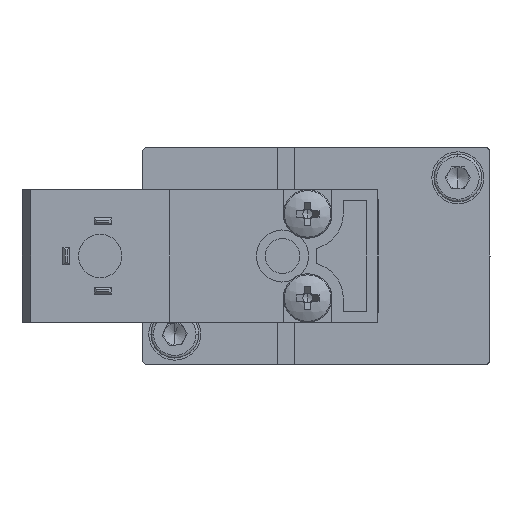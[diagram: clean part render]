
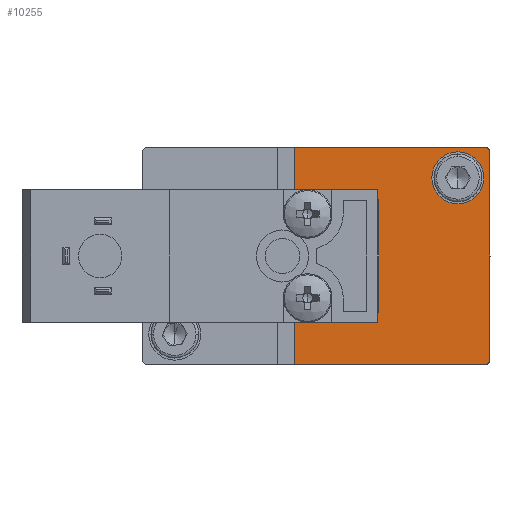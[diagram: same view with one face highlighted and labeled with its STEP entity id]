
A CAD part, left-side view. The second image highlights one B-rep face of the part: STEP entity #10255.
In plain terms, the highlighted planar face has unit normal (-1, 0, 0).
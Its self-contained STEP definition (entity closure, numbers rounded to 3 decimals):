
#265 = ORIENTED_EDGE ( 'NONE', *, *, #1188, .T. ) ;
#273 = ORIENTED_EDGE ( 'NONE', *, *, #12150, .T. ) ;
#630 = EDGE_CURVE ( 'NONE', #9262, #21378, #8458, .T. ) ;
#860 = EDGE_CURVE ( 'NONE', #9262, #15736, #6268, .T. ) ;
#902 = EDGE_CURVE ( 'NONE', #17446, #18912, #1614, .T. ) ;
#1030 = ORIENTED_EDGE ( 'NONE', *, *, #902, .T. ) ;
#1116 = EDGE_CURVE ( 'NONE', #1621, #21378, #15032, .T. ) ;
#1134 = ORIENTED_EDGE ( 'NONE', *, *, #1432, .T. ) ;
#1188 = EDGE_CURVE ( 'NONE', #1278, #1621, #14253, .T. ) ;
#1278 = VERTEX_POINT ( 'NONE', #20951 ) ;
#1358 = FACE_BOUND ( 'NONE', #21983, .T. ) ;
#1379 = CARTESIAN_POINT ( 'NONE',  ( -77., 6.7, 21.5 ) ) ;
#1432 = EDGE_CURVE ( 'NONE', #17942, #1278, #12311, .T. ) ;
#1614 = CIRCLE ( 'NONE', #14813, 3. ) ;
#1621 = VERTEX_POINT ( 'NONE', #7816 ) ;
#1874 = DIRECTION ( 'NONE',  ( 0., 1., 0. ) ) ;
#1946 = CARTESIAN_POINT ( 'NONE',  ( -77., 40., 25. ) ) ;
#2308 = EDGE_CURVE ( 'NONE', #18912, #17446, #8975, .T. ) ;
#2320 = ORIENTED_EDGE ( 'NONE', *, *, #1116, .T. ) ;
#2591 = ORIENTED_EDGE ( 'NONE', *, *, #860, .T. ) ;
#3088 = AXIS2_PLACEMENT_3D ( 'NONE', #16561, #16545, #16543 ) ;
#3495 = EDGE_LOOP ( 'NONE', ( #2320, #18223, #2591, #273, #1134, #265 ) ) ;
#3837 = CARTESIAN_POINT ( 'NONE',  ( -77., 0., 0.5 ) ) ;
#3951 = DIRECTION ( 'NONE',  ( 0., -1., 0. ) ) ;
#3982 = DIRECTION ( 'NONE',  ( 0., -1., 0. ) ) ;
#4003 = DIRECTION ( 'NONE',  ( 1., 0., 0. ) ) ;
#4035 = CARTESIAN_POINT ( 'NONE',  ( -77., 3.7, 21.5 ) ) ;
#5931 = DIRECTION ( 'NONE',  ( 0., 0., 1. ) ) ;
#6268 = LINE ( 'NONE', #6545, #16349 ) ;
#6477 = CARTESIAN_POINT ( 'NONE',  ( -77., 0.7, 21.5 ) ) ;
#6545 = CARTESIAN_POINT ( 'NONE',  ( -77., 0., 0. ) ) ;
#7816 = CARTESIAN_POINT ( 'NONE',  ( -77., 22.5, 0. ) ) ;
#8458 = CIRCLE ( 'NONE', #15204, 0.5 ) ;
#8975 = CIRCLE ( 'NONE', #11048, 3. ) ;
#9024 = AXIS2_PLACEMENT_3D ( 'NONE', #13097, #12132, #12088 ) ;
#9262 = VERTEX_POINT ( 'NONE', #3837 ) ;
#10255 = ADVANCED_FACE ( 'NONE', ( #1358, #12206 ), #12159, .T. ) ;
#10653 = CARTESIAN_POINT ( 'NONE',  ( -77., 22.5, 0. ) ) ;
#10810 = CARTESIAN_POINT ( 'NONE',  ( -77., 0., 0. ) ) ;
#11048 = AXIS2_PLACEMENT_3D ( 'NONE', #19423, #17565, #19481 ) ;
#12053 = CARTESIAN_POINT ( 'NONE',  ( -77., 0.5, 0. ) ) ;
#12088 = DIRECTION ( 'NONE',  ( 0., -1., 0. ) ) ;
#12132 = DIRECTION ( 'NONE',  ( -1., 0., 0. ) ) ;
#12150 = EDGE_CURVE ( 'NONE', #15736, #17942, #14422, .T. ) ;
#12159 = PLANE ( 'NONE',  #9024 ) ;
#12206 = FACE_OUTER_BOUND ( 'NONE', #3495, .T. ) ;
#12207 = VECTOR ( 'NONE', #1874, 1000. ) ;
#12299 = DIRECTION ( 'NONE',  ( 0., 0., -1. ) ) ;
#12311 = LINE ( 'NONE', #1946, #12207 ) ;
#12755 = DIRECTION ( 'NONE',  ( 0., -1., 0. ) ) ;
#12801 = DIRECTION ( 'NONE',  ( 1., 0., 0. ) ) ;
#12828 = CARTESIAN_POINT ( 'NONE',  ( -77., 0.5, 0.5 ) ) ;
#13097 = CARTESIAN_POINT ( 'NONE',  ( -77., 0., 0. ) ) ;
#14167 = VECTOR ( 'NONE', #12299, 1000. ) ;
#14253 = LINE ( 'NONE', #10653, #14167 ) ;
#14422 = CIRCLE ( 'NONE', #3088, 0.5 ) ;
#14493 = VECTOR ( 'NONE', #3951, 1000. ) ;
#14813 = AXIS2_PLACEMENT_3D ( 'NONE', #4035, #4003, #3982 ) ;
#15032 = LINE ( 'NONE', #10810, #14493 ) ;
#15204 = AXIS2_PLACEMENT_3D ( 'NONE', #12828, #12801, #12755 ) ;
#15736 = VERTEX_POINT ( 'NONE', #21585 ) ;
#16349 = VECTOR ( 'NONE', #5931, 1000. ) ;
#16543 = DIRECTION ( 'NONE',  ( 0., -1., 0. ) ) ;
#16545 = DIRECTION ( 'NONE',  ( -1., 0., 0. ) ) ;
#16561 = CARTESIAN_POINT ( 'NONE',  ( -77., 0.5, 24.5 ) ) ;
#17446 = VERTEX_POINT ( 'NONE', #1379 ) ;
#17565 = DIRECTION ( 'NONE',  ( 1., 0., 0. ) ) ;
#17942 = VERTEX_POINT ( 'NONE', #19917 ) ;
#18086 = ORIENTED_EDGE ( 'NONE', *, *, #2308, .T. ) ;
#18223 = ORIENTED_EDGE ( 'NONE', *, *, #630, .F. ) ;
#18912 = VERTEX_POINT ( 'NONE', #6477 ) ;
#19423 = CARTESIAN_POINT ( 'NONE',  ( -77., 3.7, 21.5 ) ) ;
#19481 = DIRECTION ( 'NONE',  ( 0., -1., 0. ) ) ;
#19917 = CARTESIAN_POINT ( 'NONE',  ( -77., 0.5, 25. ) ) ;
#20951 = CARTESIAN_POINT ( 'NONE',  ( -77., 22.5, 25. ) ) ;
#21378 = VERTEX_POINT ( 'NONE', #12053 ) ;
#21585 = CARTESIAN_POINT ( 'NONE',  ( -77., 0., 24.5 ) ) ;
#21983 = EDGE_LOOP ( 'NONE', ( #18086, #1030 ) ) ;
